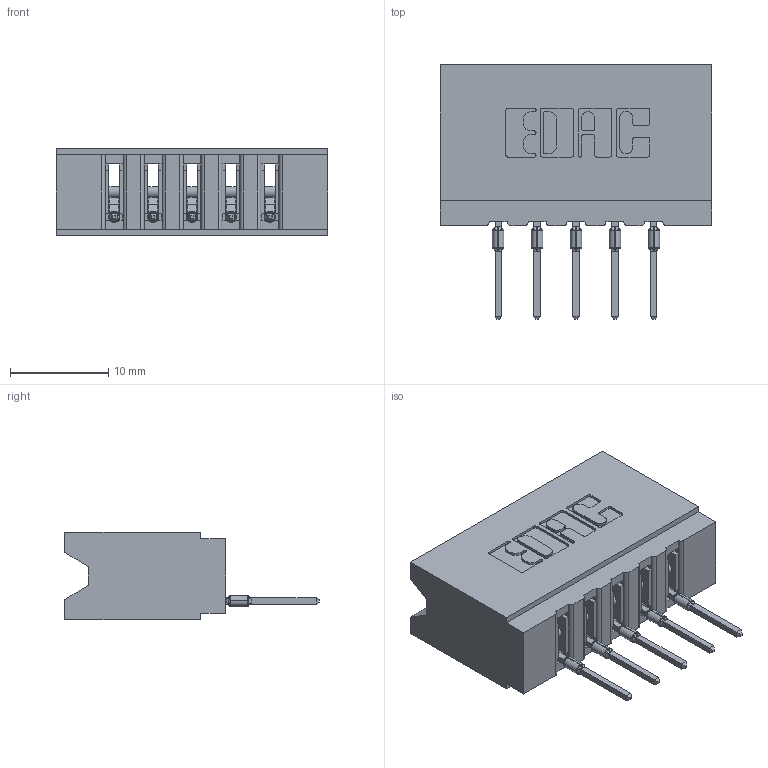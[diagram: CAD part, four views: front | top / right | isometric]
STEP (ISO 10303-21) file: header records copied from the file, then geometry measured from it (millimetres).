
FILE_DESCRIPTION (( 'STEP AP203' ), '1' );
FILE_NAME ('737-005-522-106.STEP', '2026-02-24T20:05:30', ( '' ), ( '' ), 'SwSTEP 2.0', 'SolidWorks 2023', '' );
FILE_SCHEMA (( 'CONFIG_CONTROL_DESIGN' ));
Length unit declared in the file: millimetre
Products named in the file (3): 737 Part_Insulator Option - 06; 745-292-001_522; 737-005-522-106
Assembly tree (6 placements, depth 2):
  737-005-522-106
    737 Part_Insulator Option - 06
    745-292-001_522  x5
Bounding box: 27.69 x 25.92 x 8.89 mm (x, y, z)
Volume: 2846.8 mm3; surface area: 3472 mm2
Topology: 6 solids, 6 shells, 660 faces, 1812 edges, 1150 vertices
Faces by surface type: plane 395, cylinder 135, bspline 100, torus 30
Entity records: 13461 total; most frequent: CARTESIAN_POINT 2873, ORIENTED_EDGE 2240, DIRECTION 1978, EDGE_CURVE 1120, VECTOR 908, LINE 908, VERTEX_POINT 718, AXIS2_PLACEMENT_3D 535
